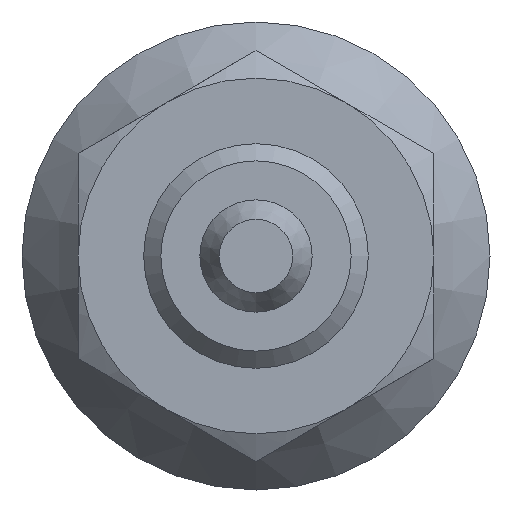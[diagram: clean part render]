
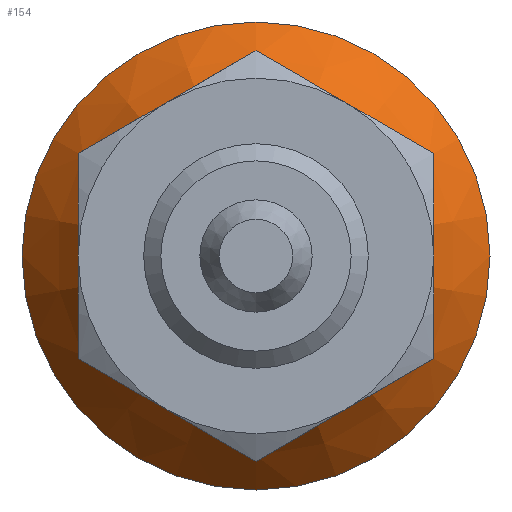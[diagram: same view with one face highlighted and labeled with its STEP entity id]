
A CAD part, front view. The second image highlights one B-rep face of the part: STEP entity #154.
In plain terms, the highlighted conical face has half-angle 37.4 degrees and reference radius 12.5 mm.
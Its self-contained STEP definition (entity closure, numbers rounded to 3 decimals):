
#154 = ADVANCED_FACE( '', ( #323, #324 ), #325, .T. );
#323 = FACE_BOUND( '', #491, .T. );
#324 = FACE_OUTER_BOUND( '', #492, .T. );
#325 = CONICAL_SURFACE( '', #493, 12.5, 0.653 );
#491 = EDGE_LOOP( '', ( #832 ) );
#492 = EDGE_LOOP( '', ( #833 ) );
#493 = AXIS2_PLACEMENT_3D( '', #834, #835, #836 );
#832 = ORIENTED_EDGE( '', *, *, #994, .F. );
#833 = ORIENTED_EDGE( '', *, *, #960, .T. );
#834 = CARTESIAN_POINT( '', ( 0., 15.9, 0. ) );
#835 = DIRECTION( '', ( 0., 1., 0. ) );
#836 = DIRECTION( '', ( 0., 0., 1. ) );
#960 = EDGE_CURVE( '', #1142, #1142, #1143, .T. );
#994 = EDGE_CURVE( '', #1185, #1185, #1186, .T. );
#1142 = VERTEX_POINT( '', #1510 );
#1143 = CIRCLE( '', #1511, 12.5 );
#1185 = VERTEX_POINT( '', #1575 );
#1186 = CIRCLE( '', #1576, 7. );
#1510 = CARTESIAN_POINT( '', ( 0., 15.9, -12.5 ) );
#1511 = AXIS2_PLACEMENT_3D( '', #1687, #1688, #1689 );
#1575 = CARTESIAN_POINT( '', ( 0., 8.706, -7. ) );
#1576 = AXIS2_PLACEMENT_3D( '', #1737, #1738, #1739 );
#1687 = CARTESIAN_POINT( '', ( 0., 15.9, 0. ) );
#1688 = DIRECTION( '', ( 0., -1., 0. ) );
#1689 = DIRECTION( '', ( 0., 0., -1. ) );
#1737 = CARTESIAN_POINT( '', ( 0., 8.706, 0. ) );
#1738 = DIRECTION( '', ( 0., -1., 0. ) );
#1739 = DIRECTION( '', ( 0., 0., -1. ) );
